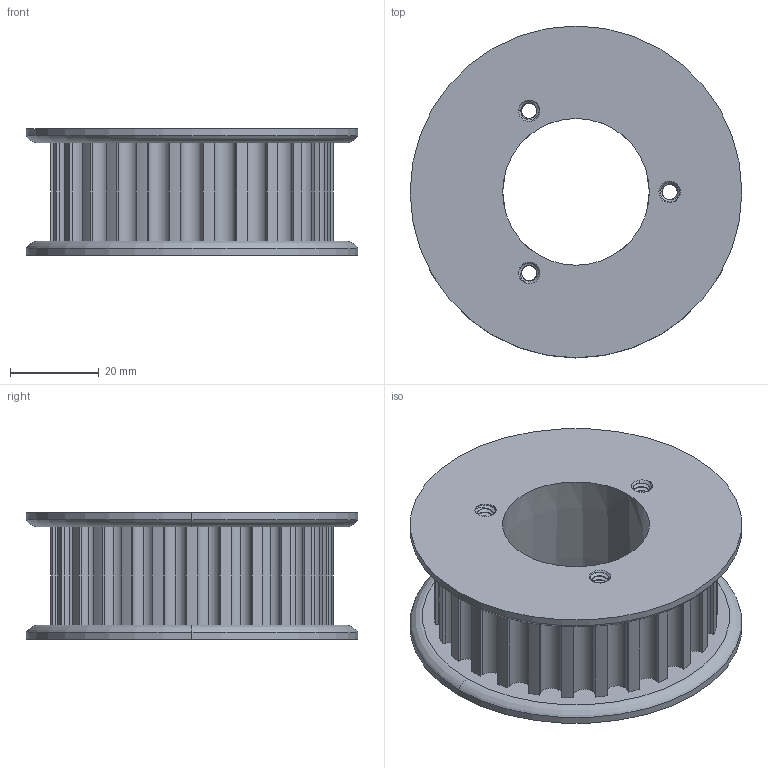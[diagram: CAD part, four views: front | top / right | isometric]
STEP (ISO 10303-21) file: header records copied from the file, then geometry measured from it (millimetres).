
FILE_DESCRIPTION (( 'STEP AP203' ), '1' );
FILE_NAME ('6497K113.step', '2017-08-25T13:54:52', ( '' ), ( '' ), 'SwSTEP 2.0', 'SolidWorks 2014', '' );
FILE_SCHEMA (( 'CONFIG_CONTROL_DESIGN' ));
Length unit declared in the file: inch
Products named in the file (1): 6497K113
Bounding box: 74.93 x 74.93 x 28.58 mm (x, y, z)
Volume: 63706.9 mm3; surface area: 22904 mm2
Topology: 1 solids, 1 shells, 326 faces, 950 edges, 628 vertices
Faces by surface type: cylinder 234, plane 56, cone 23, bspline 9, torus 4
Entity records: 25255 total; most frequent: CARTESIAN_POINT 17481, ORIENTED_EDGE 1900, DIRECTION 1388, EDGE_CURVE 950, VERTEX_POINT 628, AXIS2_PLACEMENT_3D 492, LINE 404, VECTOR 404
